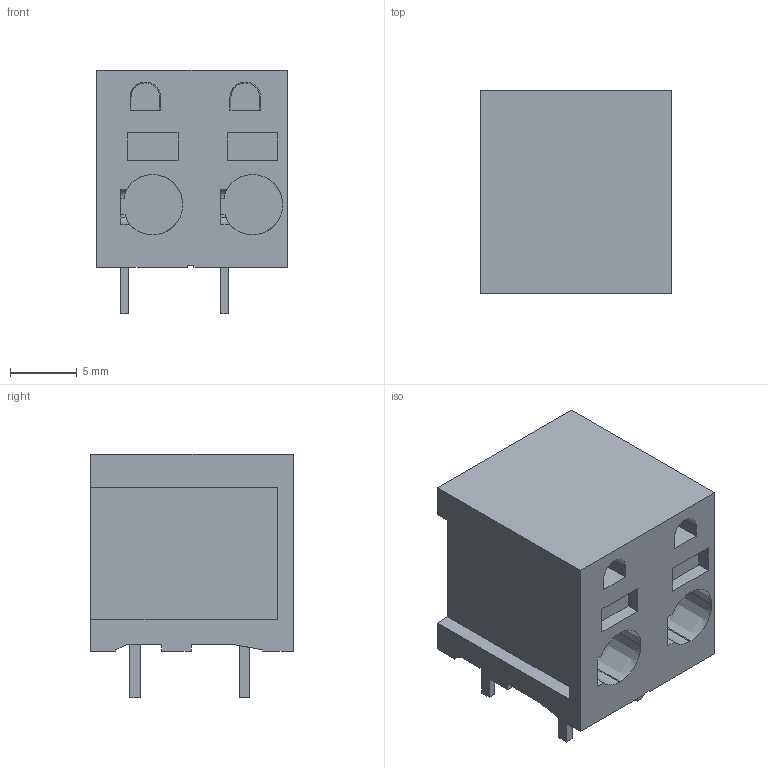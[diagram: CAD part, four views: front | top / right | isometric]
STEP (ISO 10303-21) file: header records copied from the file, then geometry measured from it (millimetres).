
FILE_DESCRIPTION(('CATIA V5R24 STEP','CAx-IF Rec.Pracs.--- Model Styling and Organization---1.4--- 2014-01-23'),'2;1');
FILE_NAME ('1115294-1_0', '2020-02-04T07:31:36+00:00', ('Weidmueller Interface'), ('Weidmueller'), 'CATIA Version 5-6 Release 2016 SP3 HF44', 'CATIA V5 STEP AP214', 'none');
FILE_SCHEMA(('AUTOMOTIVE_DESIGN { 1 0 10303 214 1 1 1 1 }'));
Length unit declared in the file: millimetre
Products named in the file (1): 2667420000
Bounding box: 14.3 x 15.2 x 18.3 mm (x, y, z)
Volume: 2849.9 mm3; surface area: 1589.3 mm2
Topology: 5 solids, 5 shells, 130 faces, 334 edges, 220 vertices
Faces by surface type: plane 100, extrusion 22, cylinder 6, cone 2
Entity records: 4139 total; most frequent: CARTESIAN_POINT 1092, ORIENTED_EDGE 668, DIRECTION 499, EDGE_CURVE 334, VECTOR 299, LINE 277, VERTEX_POINT 220, EDGE_LOOP 136
